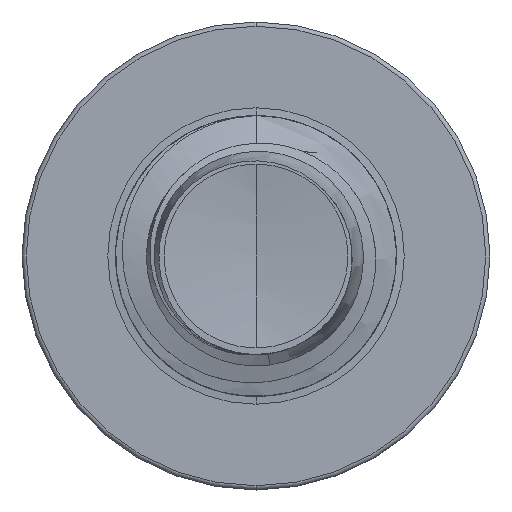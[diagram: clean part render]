
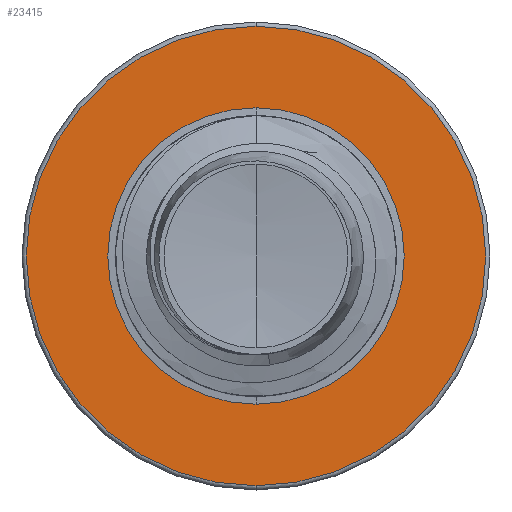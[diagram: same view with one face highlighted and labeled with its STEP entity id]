
A CAD part, front view. The second image highlights one B-rep face of the part: STEP entity #23415.
In plain terms, the highlighted planar face has unit normal (0, -1, 0).
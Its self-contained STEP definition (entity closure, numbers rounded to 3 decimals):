
#315 = DIRECTION ( 'NONE',  ( 0., 0., 1. ) ) ;
#363 = CARTESIAN_POINT ( 'NONE',  ( 0., 16., -2.375 ) ) ;
#645 = DIRECTION ( 'NONE',  ( 0., 0., 1. ) ) ;
#1393 = AXIS2_PLACEMENT_3D ( 'NONE', #25572, #9364, #28268 ) ;
#2790 = EDGE_CURVE ( 'NONE', #11877, #5594, #22484, .T. ) ;
#3072 = VERTEX_POINT ( 'NONE', #12470 ) ;
#4090 = AXIS2_PLACEMENT_3D ( 'NONE', #9669, #28574, #33951 ) ;
#5594 = VERTEX_POINT ( 'NONE', #26140 ) ;
#7144 = AXIS2_PLACEMENT_3D ( 'NONE', #11093, #34714, #34932 ) ;
#8344 = AXIS2_PLACEMENT_3D ( 'NONE', #32618, #16460, #315 ) ;
#9364 = DIRECTION ( 'NONE',  ( 0., 1., 0. ) ) ;
#9443 = FACE_OUTER_BOUND ( 'NONE', #27575, .T. ) ;
#9669 = CARTESIAN_POINT ( 'NONE',  ( 0., 16., -2.375 ) ) ;
#9788 = FACE_BOUND ( 'NONE', #19796, .T. ) ;
#10504 = VERTEX_POINT ( 'NONE', #363 ) ;
#11093 = CARTESIAN_POINT ( 'NONE',  ( 0., 16., 0. ) ) ;
#11877 = VERTEX_POINT ( 'NONE', #23287 ) ;
#12010 = AXIS2_PLACEMENT_3D ( 'NONE', #32962, #16782, #645 ) ;
#12470 = CARTESIAN_POINT ( 'NONE',  ( 0., 16., 2.375 ) ) ;
#12713 = PLANE ( 'NONE',  #4090 ) ;
#13978 = ORIENTED_EDGE ( 'NONE', *, *, #22133, .F. ) ;
#14955 = CIRCLE ( 'NONE', #12010, 2.375 ) ;
#16460 = DIRECTION ( 'NONE',  ( 0., 1., 0. ) ) ;
#16782 = DIRECTION ( 'NONE',  ( 0., 1., 0. ) ) ;
#17490 = ORIENTED_EDGE ( 'NONE', *, *, #2790, .F. ) ;
#19013 = CIRCLE ( 'NONE', #1393, 2.375 ) ;
#19796 = EDGE_LOOP ( 'NONE', ( #27679, #26117 ) ) ;
#22094 = CIRCLE ( 'NONE', #8344, 3.682 ) ;
#22133 = EDGE_CURVE ( 'NONE', #5594, #11877, #22094, .T. ) ;
#22213 = EDGE_CURVE ( 'NONE', #10504, #3072, #14955, .T. ) ;
#22484 = CIRCLE ( 'NONE', #7144, 3.682 ) ;
#23287 = CARTESIAN_POINT ( 'NONE',  ( 0., 16., 3.683 ) ) ;
#23415 = ADVANCED_FACE ( 'NONE', ( #9443, #9788 ), #12713, .F. ) ;
#25572 = CARTESIAN_POINT ( 'NONE',  ( 0., 16., 0. ) ) ;
#26117 = ORIENTED_EDGE ( 'NONE', *, *, #22213, .T. ) ;
#26140 = CARTESIAN_POINT ( 'NONE',  ( 0., 16., -3.682 ) ) ;
#27575 = EDGE_LOOP ( 'NONE', ( #17490, #13978 ) ) ;
#27679 = ORIENTED_EDGE ( 'NONE', *, *, #34311, .T. ) ;
#28268 = DIRECTION ( 'NONE',  ( 0., 0., 1. ) ) ;
#28574 = DIRECTION ( 'NONE',  ( 0., 1., 0. ) ) ;
#32618 = CARTESIAN_POINT ( 'NONE',  ( 0., 16., 0. ) ) ;
#32962 = CARTESIAN_POINT ( 'NONE',  ( 0., 16., 0. ) ) ;
#33951 = DIRECTION ( 'NONE',  ( 0., 0., 1. ) ) ;
#34311 = EDGE_CURVE ( 'NONE', #3072, #10504, #19013, .T. ) ;
#34714 = DIRECTION ( 'NONE',  ( 0., 1., 0. ) ) ;
#34932 = DIRECTION ( 'NONE',  ( 0., 0., 1. ) ) ;
